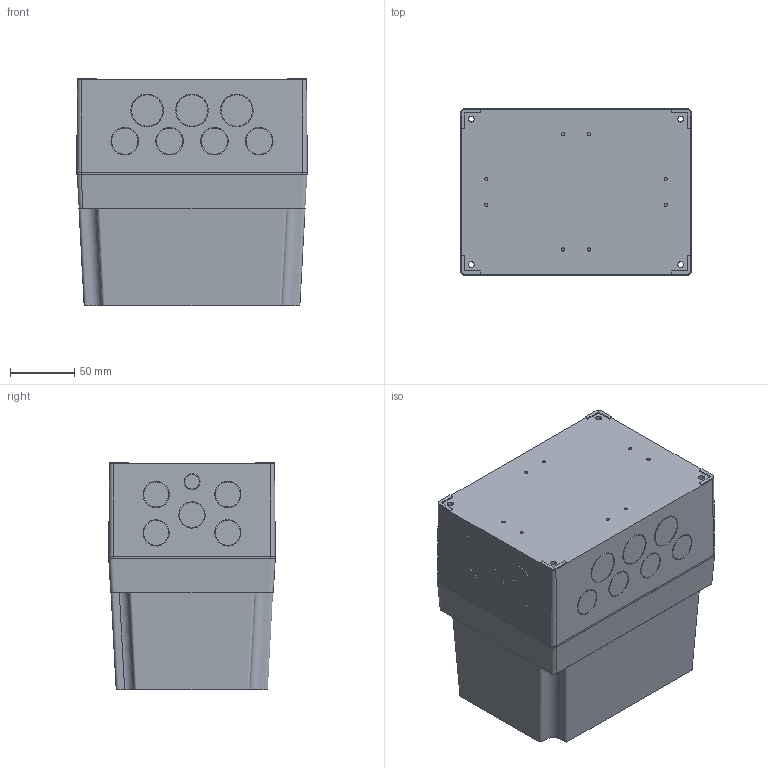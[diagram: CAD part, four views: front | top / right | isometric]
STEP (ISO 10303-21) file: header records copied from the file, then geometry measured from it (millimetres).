
FILE_DESCRIPTION (( 'STEP AP214' ), '1' );
FILE_NAME ('ULPCM150175XT.STEP', '2025-10-09T12:06:49', ( '' ), ( '' ), 'SwSTEP 2.0', 'SolidWorks 2024', '' );
FILE_SCHEMA (( 'AUTOMOTIVE_DESIGN' ));
Length unit declared in the file: millimetre
Products named in the file (1): ULPCM150175XT
Bounding box: 180.09 x 130.09 x 177.32 mm (x, y, z)
Volume: 709343.1 mm3; surface area: 304397.3 mm2
Topology: 2 solids, 2 shells, 426 faces, 1069 edges, 727 vertices
Faces by surface type: plane 212, cylinder 184, cone 24, bspline 6
Full cylindrical faces by diameter (mm): 2.5 x8, 3.2 x8, 4.5 x4, 8 x12, 11.5 x2, 11.595 x4, 12.5 x1, 13.5 x1, 15.5 x3, 19 x1, 19.5 x7, 20.5 x4, 21.5 x4, 24.5 x5, 31 x1, 49.499 x1
Entity records: 13340 total; most frequent: CARTESIAN_POINT 3010, DIRECTION 2164, ORIENTED_EDGE 1990, EDGE_CURVE 995, AXIS2_PLACEMENT_3D 821, VERTEX_POINT 727, EDGE_LOOP 612, LINE 522
